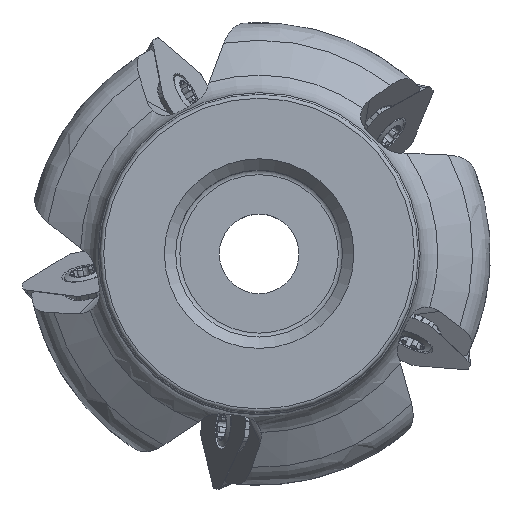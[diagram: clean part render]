
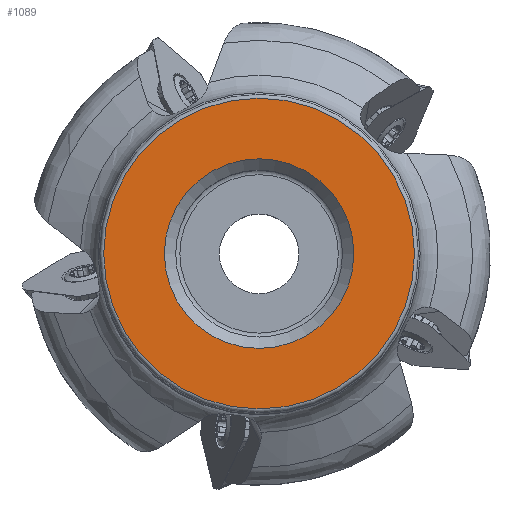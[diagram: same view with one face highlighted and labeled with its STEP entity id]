
A CAD part, top view. The second image highlights one B-rep face of the part: STEP entity #1089.
In plain terms, the highlighted planar face has unit normal (0, 0, 1).
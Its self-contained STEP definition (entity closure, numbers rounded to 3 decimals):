
#1089=ADVANCED_FACE('SU_1',(#2120,#2121),#1565,.F.);
#1565=PLANE('',#10924);
#1897=CIRCLE('',#10922,20.5);
#1898=CIRCLE('',#10923,12.505);
#2120=FACE_BOUND('',#2376,.T.);
#2121=FACE_BOUND('',#2377,.T.);
#2376=EDGE_LOOP('',(#4857));
#2377=EDGE_LOOP('',(#4858));
#4857=ORIENTED_EDGE('',*,*,#8883,.T.);
#4858=ORIENTED_EDGE('',*,*,#8884,.F.);
#7713=VERTEX_POINT('',#17119);
#7714=VERTEX_POINT('',#17121);
#8883=EDGE_CURVE('',#7713,#7713,#1897,.T.);
#8884=EDGE_CURVE('',#7714,#7714,#1898,.T.);
#10922=AXIS2_PLACEMENT_3D('',#17118,#12409,#12410);
#10923=AXIS2_PLACEMENT_3D('',#17120,#12411,#12412);
#10924=AXIS2_PLACEMENT_3D('',#17122,#12413,#12414);
#12409=DIRECTION('',(0.,0.,1.));
#12410=DIRECTION('',(1.,0.,0.));
#12411=DIRECTION('',(0.,0.,1.));
#12412=DIRECTION('',(1.,0.,0.));
#12413=DIRECTION('',(0.,0.,-1.));
#12414=DIRECTION('',(-1.,0.,0.));
#17118=CARTESIAN_POINT('',(0.,0.,0.));
#17119=CARTESIAN_POINT('',(20.5,0.,0.));
#17120=CARTESIAN_POINT('',(0.,0.,0.));
#17121=CARTESIAN_POINT('',(12.505,0.,0.));
#17122=CARTESIAN_POINT('',(-21.,0.,0.));
